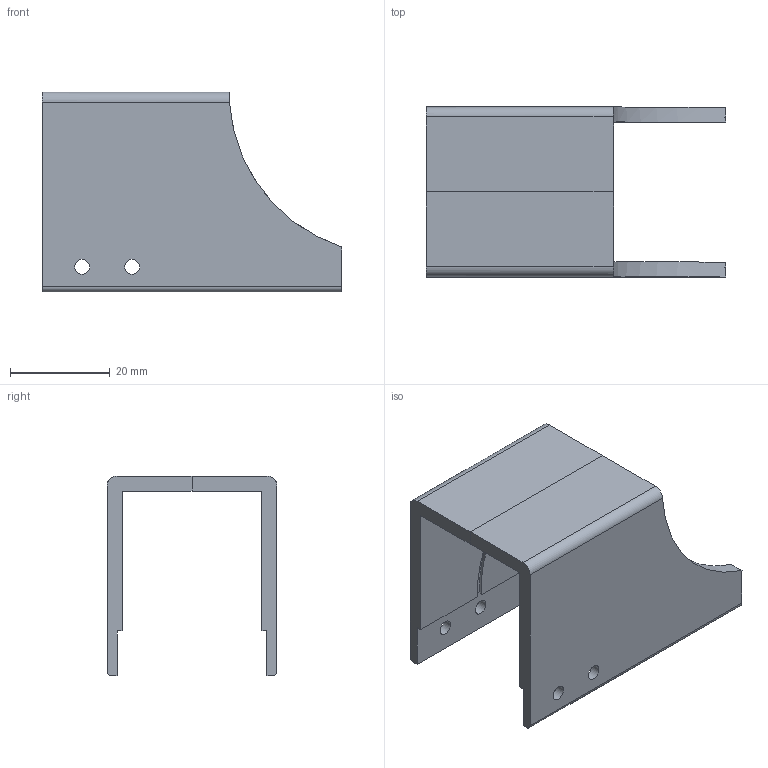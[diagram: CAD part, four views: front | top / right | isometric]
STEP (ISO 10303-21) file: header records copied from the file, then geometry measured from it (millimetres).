
FILE_DESCRIPTION(('FreeCAD Model'),'2;1');
FILE_NAME('LensFrame.step','2015-03-23T01:24:44',('FreeCAD'),( 'FreeCAD'),'Open CASCADE STEP processor 6.7','FreeCAD','Unknown');
FILE_SCHEMA(('AUTOMOTIVE_DESIGN_CC2 { 1 2 10303 214 -1 1 5 4 }'));
Length unit declared in the file: millimetre
Products named in the file (1): LensFrame
Bounding box: 60 x 34 x 40 mm (x, y, z)
Volume: 13157.7 mm3; surface area: 10822.1 mm2
Topology: 1 solids, 1 shells, 42 faces, 106 edges, 66 vertices
Faces by surface type: plane 24, cylinder 10, extrusion 4, bspline 4
Full cylindrical faces by diameter (mm): 3 x4
Entity records: 18742 total; most frequent: CARTESIAN_POINT 16690, DIRECTION 335, VECTOR 218, LINE 214, ORIENTED_EDGE 212, PCURVE 212, DEFINITIONAL_REPRESENTATION 212, EDGE_CURVE 106
